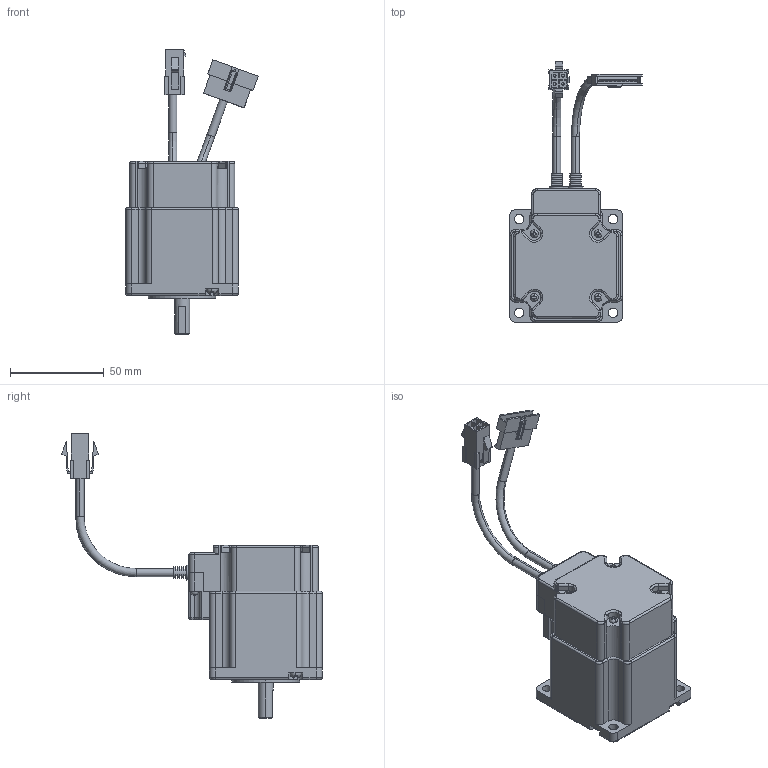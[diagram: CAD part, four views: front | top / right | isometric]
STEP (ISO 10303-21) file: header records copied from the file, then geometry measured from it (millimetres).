
FILE_DESCRIPTION (( 'STEP AP203' ), '1' );
FILE_NAME ('EzM-60S Assembly_091218.STEP', '2013-11-19T08:17:28', ( '' ), ( '' ), 'SwSTEP 2.0', 'SolidWorks 2012', '' );
FILE_SCHEMA (( 'CONFIG_CONTROL_DESIGN' ));
Length unit declared in the file: millimetre
Products named in the file (14): EzM-60S Assembly_091218; MainEzM-60S-assembly-1; MainM3-screw10-1; MainM3-screw7-1; MainM3-screw9-1; MainM3-screw8-1; MainM3-screw12-1; MainM3-screw11-1; MainEZSV_60_Encoder_Cover-1; MainEZSV_60_Cable_Cover-1; Main60_Encoder_Plate-1; MainEncoder_Cable_60-1; MainPower_Cable_60-1; MainEzM-60S-1
Assembly tree (13 placements, depth 3):
  EzM-60S Assembly_091218
    MainEzM-60S-assembly-1
      MainEzM-60S-1
      MainPower_Cable_60-1
      MainEncoder_Cable_60-1
      Main60_Encoder_Plate-1
      MainEZSV_60_Cable_Cover-1
      MainEZSV_60_Encoder_Cover-1
      MainM3-screw11-1
      MainM3-screw12-1
      MainM3-screw8-1
      MainM3-screw9-1
      MainM3-screw7-1
      MainM3-screw10-1
Bounding box: 70.49 x 138.64 x 151.6 mm (x, y, z)
Volume: 181605.2 mm3; surface area: 52955.6 mm2
Topology: 12 solids, 12 shells, 933 faces, 2489 edges, 1608 vertices
Faces by surface type: plane 497, cylinder 352, bspline 40, sphere 24, torus 14, cone 6
Entity records: 33157 total; most frequent: CARTESIAN_POINT 8645, ORIENTED_EDGE 4874, DIRECTION 4765, EDGE_CURVE 2437, AXIS2_PLACEMENT_3D 1705, VERTEX_POINT 1588, LINE 1355, VECTOR 1355
